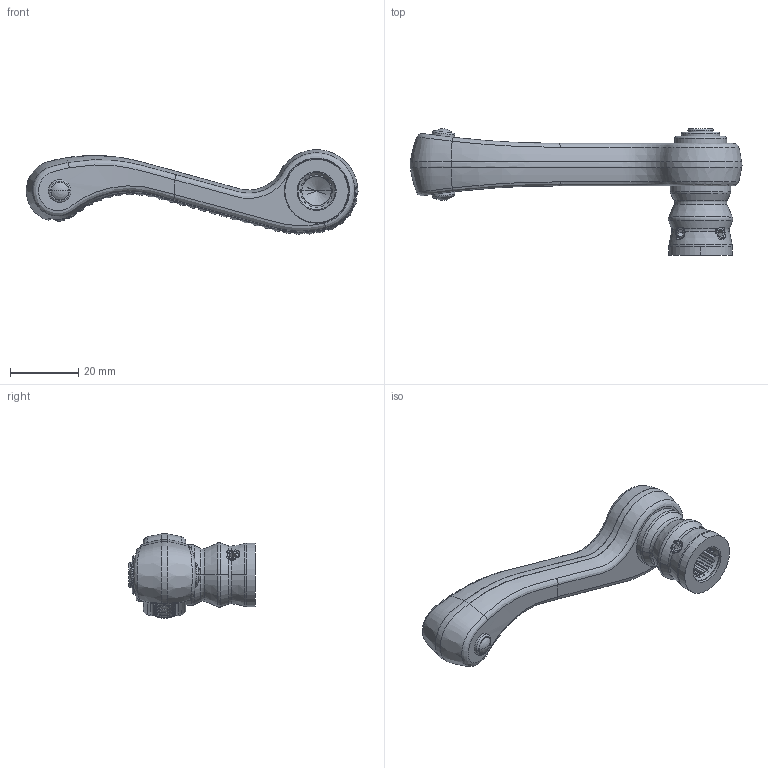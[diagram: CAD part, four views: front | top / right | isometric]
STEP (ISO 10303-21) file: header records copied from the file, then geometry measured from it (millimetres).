
FILE_DESCRIPTION((''),'2;1');
FILE_NAME('2-182_ASM','2020-01-08T09:18:30',('rsmith'),(''),'CREO PARAMETRIC BY PTC INC, 2018400','CREO PARAMETRIC BY PTC INC, 2018400','');
FILE_SCHEMA(('CONFIG_CONTROL_DESIGN'));
Length unit declared in the file: inch
Products named in the file (3): 11238; 92000; 2-182_ASM
Assembly tree (3 placements, depth 2):
  2-182_ASM
    11238
    92000  x2
Bounding box: 97.13 x 37.08 x 24.76 mm (x, y, z)
Volume: 19888.1 mm3; surface area: 14786.9 mm2
Topology: 3 solids, 7 shells, 589 faces, 1643 edges, 1067 vertices
Faces by surface type: bspline 172, sphere 136, plane 112, cylinder 94, torus 40, cone 32, extrusion 3
Entity records: 44254 total; most frequent: CARTESIAN_POINT 31997, ORIENTED_EDGE 2987, DIRECTION 1907, EDGE_CURVE 1522, VERTEX_POINT 995, B_SPLINE_CURVE_WITH_KNOTS 832, AXIS2_PLACEMENT_3D 818, EDGE_LOOP 571
